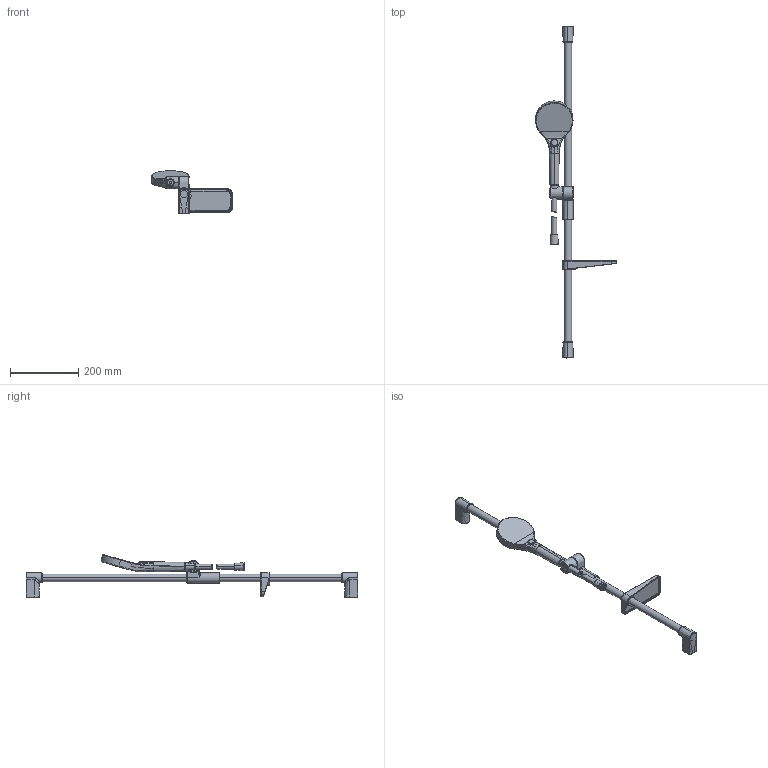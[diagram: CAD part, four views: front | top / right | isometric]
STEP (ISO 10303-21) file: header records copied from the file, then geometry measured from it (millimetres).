
FILE_DESCRIPTION (( 'STEP AP203' ), '1' );
FILE_NAME ('44150330(2023)+441503300009(2023)+44160210(2023)+441602100009(2023).STEP', '2023-03-24T07:10:26', ( '' ), ( '' ), 'SwSTEP 2.0', 'SolidWorks 2016', '' );
FILE_SCHEMA (( 'CONFIG_CONTROL_DESIGN' ));
Length unit declared in the file: millimetre
Products named in the file (1): 44150330(2023)+441503300009(2023)+44160210(2023)+441602100009(2023)
Bounding box: 236.39 x 970.19 x 124.34 mm (x, y, z)
Volume: 1059495.5 mm3; surface area: 200145.9 mm2
Topology: 12 solids, 12 shells, 466 faces, 1111 edges, 655 vertices
Faces by surface type: bspline 251, cylinder 69, cone 52, plane 48, torus 40, sphere 6
Entity records: 34048 total; most frequent: CARTESIAN_POINT 25134, ORIENTED_EDGE 2176, DIRECTION 1367, EDGE_CURVE 1088, VERTEX_POINT 656, AXIS2_PLACEMENT_3D 602, B_SPLINE_CURVE_WITH_KNOTS 493, EDGE_LOOP 484
